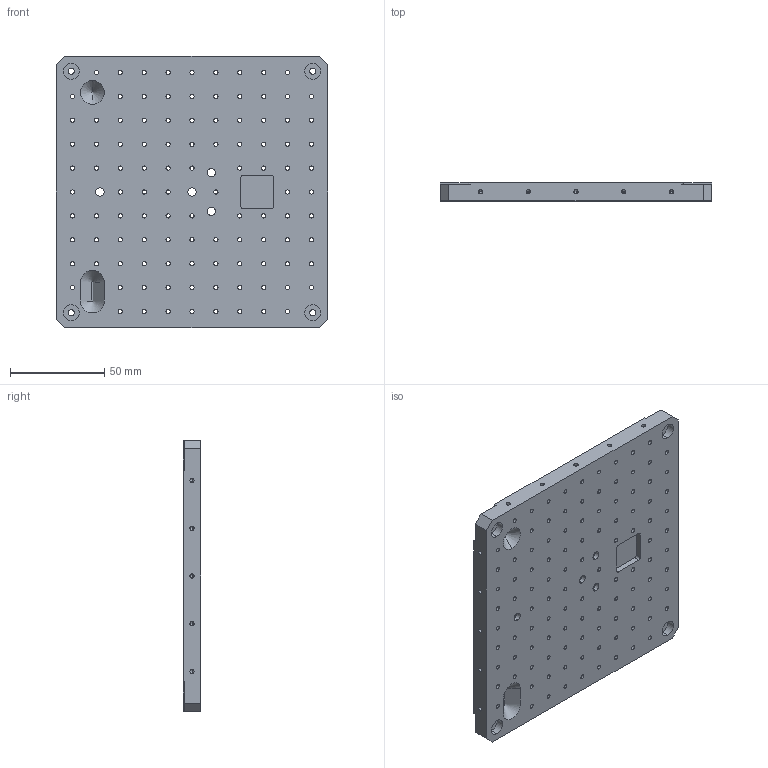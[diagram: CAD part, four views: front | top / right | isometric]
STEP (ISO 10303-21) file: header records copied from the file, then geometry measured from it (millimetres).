
FILE_DESCRIPTION (( 'STEP AP214' ), '1' );
FILE_NAME ('4K_Plate_(1K version).STEP', '2024-06-11T20:42:14', ( '' ), ( '' ), 'SwSTEP 2.0', 'SolidWorks 2023', '' );
FILE_SCHEMA (( 'AUTOMOTIVE_DESIGN' ));
Length unit declared in the file: millimetre
Products named in the file (1): 4K_Plate_(1K version)
Bounding box: 144.19 x 9.53 x 144.19 mm (x, y, z)
Volume: 186068.8 mm3; surface area: 56154.3 mm2
Topology: 1 solids, 1 shells, 379 faces, 1062 edges, 676 vertices
Faces by surface type: cylinder 298, cone 42, plane 37, bspline 2
Entity records: 12889 total; most frequent: DIRECTION 2380, CARTESIAN_POINT 2278, ORIENTED_EDGE 2044, EDGE_CURVE 1022, AXIS2_PLACEMENT_3D 982, VERTEX_POINT 676, EDGE_LOOP 642, CIRCLE 604
